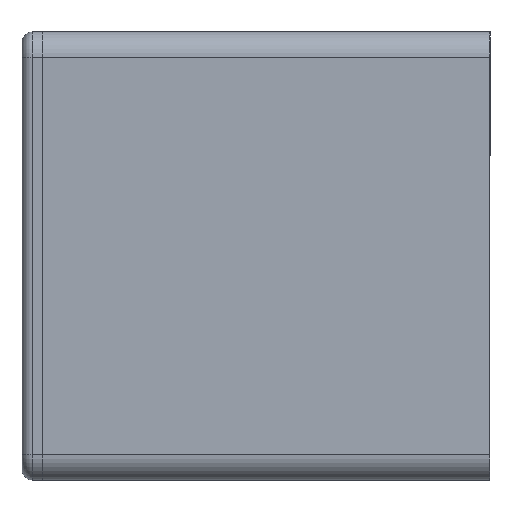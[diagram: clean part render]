
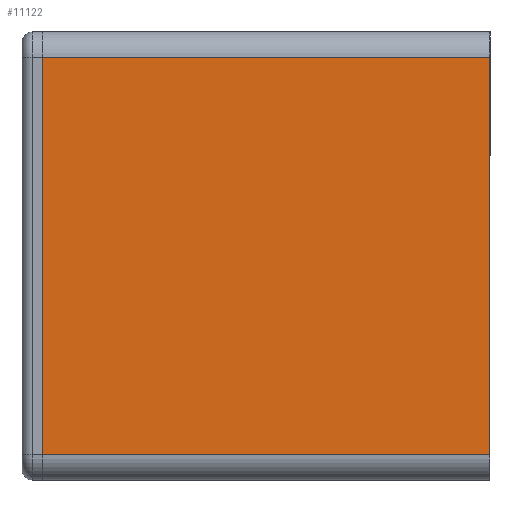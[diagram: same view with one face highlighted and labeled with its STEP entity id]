
A CAD part, left-side view. The second image highlights one B-rep face of the part: STEP entity #11122.
In plain terms, the highlighted planar face has unit normal (-1, 0, 0).
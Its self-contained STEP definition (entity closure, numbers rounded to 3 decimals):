
#845=PLANE('',#11992);
#1168=FACE_OUTER_BOUND('',#1832,.T.);
#1832=EDGE_LOOP('',(#8178,#8179,#8180,#8181));
#2430=LINE('',#15380,#3347);
#2579=LINE('',#15928,#3496);
#2587=LINE('',#15952,#3504);
#2588=LINE('',#15954,#3505);
#3347=VECTOR('',#12732,10.);
#3496=VECTOR('',#13301,10.);
#3504=VECTOR('',#13325,10.);
#3505=VECTOR('',#13328,10.);
#4659=VERTEX_POINT('',#15377);
#4660=VERTEX_POINT('',#15379);
#4826=VERTEX_POINT('',#15925);
#4827=VERTEX_POINT('',#15927);
#5788=EDGE_CURVE('',#4659,#4660,#2430,.T.);
#6055=EDGE_CURVE('',#4826,#4827,#2579,.T.);
#6068=EDGE_CURVE('',#4660,#4826,#2587,.T.);
#6069=EDGE_CURVE('',#4827,#4659,#2588,.T.);
#8178=ORIENTED_EDGE('',*,*,#6068,.F.);
#8179=ORIENTED_EDGE('',*,*,#5788,.F.);
#8180=ORIENTED_EDGE('',*,*,#6069,.F.);
#8181=ORIENTED_EDGE('',*,*,#6055,.F.);
#11122=ADVANCED_FACE('',(#1168),#845,.T.);
#11992=AXIS2_PLACEMENT_3D('',#15989,#13369,#13370);
#12732=DIRECTION('',(0.,0.,1.));
#13301=DIRECTION('',(0.,0.,-1.));
#13325=DIRECTION('',(0.,-1.,0.));
#13328=DIRECTION('',(0.,1.,0.));
#13369=DIRECTION('center_axis',(-1.,0.,0.));
#13370=DIRECTION('ref_axis',(0.,0.,
1.));
#15377=CARTESIAN_POINT('',(-167.708,81.471,-24.936));
#15379=CARTESIAN_POINT('',(-167.708,81.471,53.164));
#15380=CARTESIAN_POINT('',(-167.708,81.471,58.164));
#15925=CARTESIAN_POINT('',(-167.708,-6.529,53.164));
#15927=CARTESIAN_POINT('',(-167.708,-6.529,-24.936));
#15928=CARTESIAN_POINT('',(-167.708,-6.529,-7.911));
#15952=CARTESIAN_POINT('',(-167.708,3.033,53.164));
#15954=CARTESIAN_POINT('',(-167.708,3.033,-24.936));
#15989=CARTESIAN_POINT('Origin',(-167.708,3.033,-29.936));
